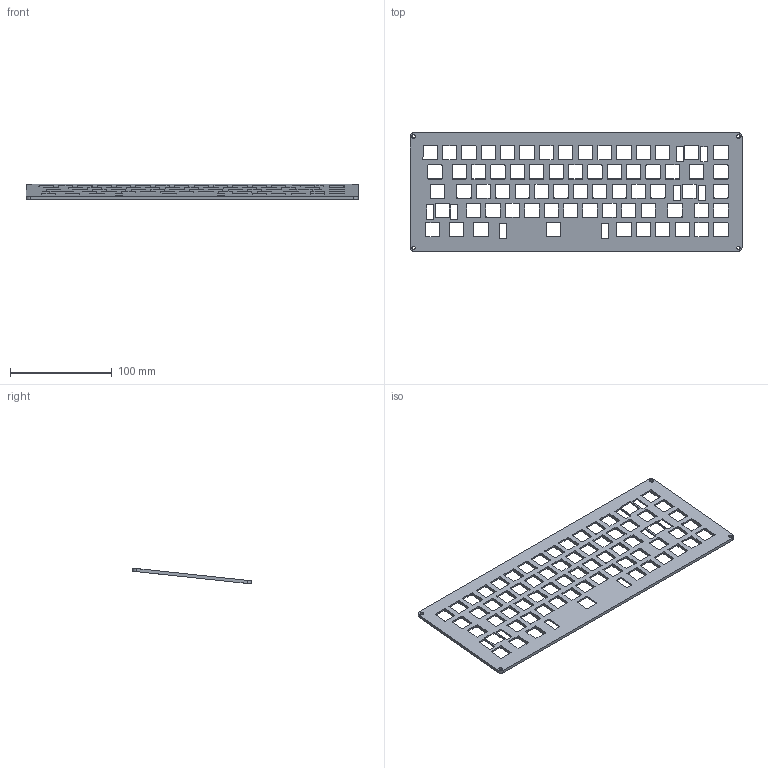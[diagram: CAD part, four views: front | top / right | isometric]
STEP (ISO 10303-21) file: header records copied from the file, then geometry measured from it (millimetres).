
FILE_DESCRIPTION(/* description */ (''),/* implementation_level */ '2;1');
FILE_NAME(/* name */ 'Plate.step',/* time_stamp */ '2025-07-23T14:17:26+05:30',/* author */ (''),/* organization */ (''),/* preprocessor_version */ 'ST-DEVELOPER v20.1',/* originating_system */ 'Autodesk Translation Framework v14.10.0.0',/* authorisation */ '');
FILE_SCHEMA (('AUTOMOTIVE_DESIGN { 1 0 10303 214 3 1 1 }'));
Length unit declared in the file: millimetre
Products named in the file (1): KillerBoard
Bounding box: 326.2 x 116.72 x 15.42 mm (x, y, z)
Volume: 65292.6 mm3; surface area: 63454.2 mm2
Topology: 1 solids, 1 shells, 1170 faces, 3236 edges, 2072 vertices
Faces by surface type: plane 858, cylinder 312
Full cylindrical faces by diameter (mm): 3.4 x4
Entity records: 37152 total; most frequent: CARTESIAN_POINT 6479, ORIENTED_EDGE 6472, DIRECTION 6202, EDGE_CURVE 3236, LINE 2612, VECTOR 2612, VERTEX_POINT 2072, AXIS2_PLACEMENT_3D 1795
